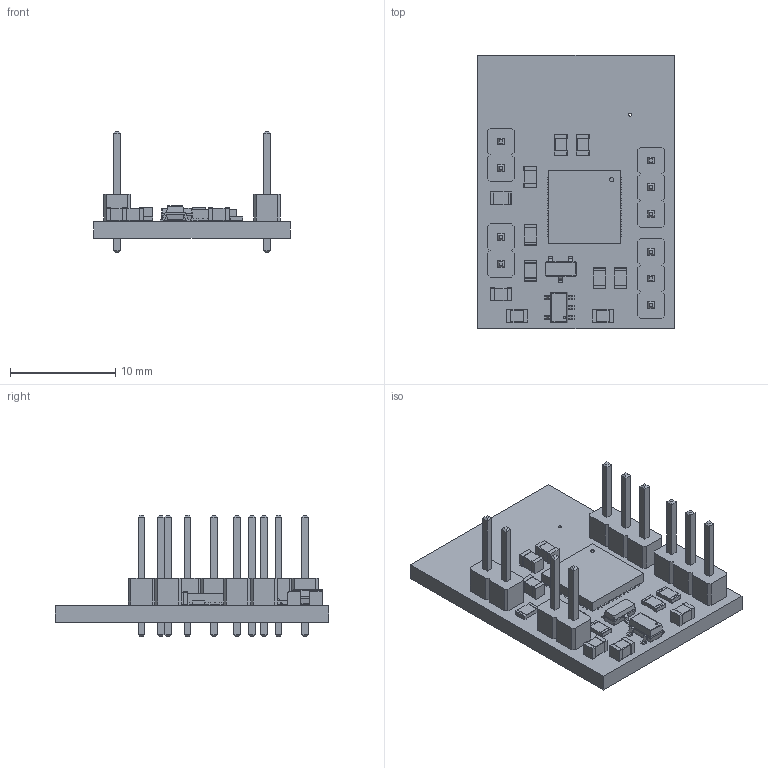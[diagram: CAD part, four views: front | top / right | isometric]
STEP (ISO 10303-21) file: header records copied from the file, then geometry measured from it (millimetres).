
FILE_DESCRIPTION(('KiCad electronic assembly'),'2;1');
FILE_NAME('esp32-wled-pcb.step','2021-11-01T11:56:11',('An Author'),( 'A Company'),'Open CASCADE STEP processor 7.5', 'KiCad to STEP converter','Unknown');
FILE_SCHEMA(('AUTOMOTIVE_DESIGN { 1 0 10303 214 1 1 1 1 }'));
Length unit declared in the file: millimetre
Products named in the file (16): Open CASCADE STEP translator 7.5 1; R_0805_2012Metric; SOLID; PinHeader_1x02_P2.54mm_Vertical; PinHeader_1x03_P2.54mm_Vertical; QFN-48-1EP_7x7mm_P0.5mm_EP5.3x5.3mm; C_0805_2012Metric; ME6211C33M5G; COMPOUND; SOT-23
Assembly tree (26 placements, depth 3):
  Open CASCADE STEP translator 7.5 1
    R_0805_2012Metric  x5
      SOLID
    PinHeader_1x02_P2.54mm_Vertical  x2
      SOLID
    PinHeader_1x03_P2.54mm_Vertical  x2
      SOLID
    QFN-48-1EP_7x7mm_P0.5mm_EP5.3x5.3mm
      SOLID
    C_0805_2012Metric  x6
      SOLID
    ME6211C33M5G
      COMPOUND
    SOT-23
      SOLID
    COMPOUND
Bounding box: 18.7 x 26 x 11.54 mm (x, y, z)
Volume: 1046 mm3; surface area: 1976.6 mm2
Topology: 24 solids, 24 shells, 1038 faces, 2707 edges, 1752 vertices
Faces by surface type: plane 851, cylinder 160, bspline 27
Full cylindrical faces by diameter (mm): 0.203 x1, 0.3 x1, 0.4 x1, 1 x10
Entity records: 47942 total; most frequent: CARTESIAN_POINT 7942, DIRECTION 6609, LINE 4971, VECTOR 4971, ORIENTED_EDGE 3546, PCURVE 3546, DEFINITIONAL_REPRESENTATION 3546, EDGE_CURVE 1773
